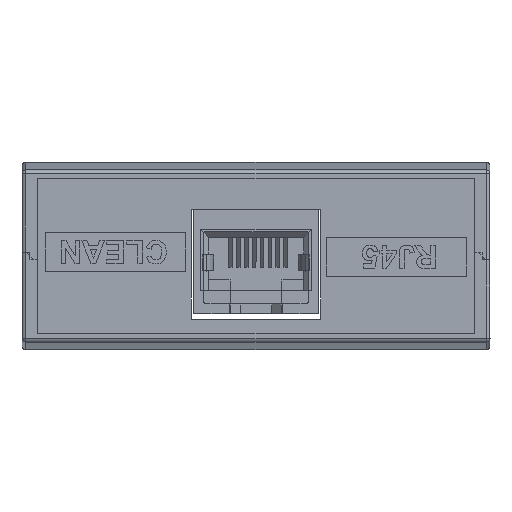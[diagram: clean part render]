
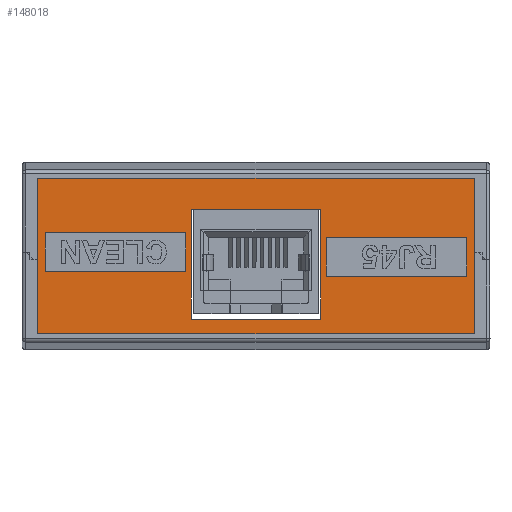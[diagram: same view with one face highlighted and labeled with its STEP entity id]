
A CAD part, left-side view. The second image highlights one B-rep face of the part: STEP entity #148018.
In plain terms, the highlighted planar face has unit normal (-1, 0, 0).
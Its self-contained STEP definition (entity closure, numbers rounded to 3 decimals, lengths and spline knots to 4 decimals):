
#10299=FACE_BOUND($,#19368,.T.);
#10300=FACE_BOUND($,#19369,.T.);
#10301=FACE_BOUND($,#19370,.T.);
#11486=FACE_OUTER_BOUND($,#19367,.T.);
#19367=EDGE_LOOP($,(#96297,#96298,#96299,#96300,#96301,#96302));
#19368=EDGE_LOOP($,(#96303,#96304,#96305,#96306));
#19369=EDGE_LOOP($,(#96307,#96308,#96309,#96310));
#19370=EDGE_LOOP($,(#96311,#96312,#96313,#96314));
#29088=LINE($,#194573,#43110);
#29092=LINE($,#194580,#43114);
#29094=LINE($,#194584,#43116);
#29096=LINE($,#194587,#43118);
#29644=LINE($,#197307,#43666);
#29647=LINE($,#197313,#43669);
#29650=LINE($,#197319,#43672);
#29653=LINE($,#197323,#43675);
#29656=LINE($,#197332,#43678);
#29659=LINE($,#197338,#43681);
#29662=LINE($,#197344,#43684);
#29665=LINE($,#197348,#43687);
#29687=LINE($,#197394,#43709);
#29688=LINE($,#197396,#43710);
#29689=LINE($,#197398,#43711);
#29690=LINE($,#197400,#43712);
#29691=LINE($,#197402,#43713);
#29692=LINE($,#197403,#43714);
#43110=VECTOR($,#162894,1.66);
#43114=VECTOR($,#162900,1.41);
#43116=VECTOR($,#162904,1.66);
#43118=VECTOR($,#162908,1.41);
#43666=VECTOR($,#163812,1.8);
#43669=VECTOR($,#163817,0.5);
#43672=VECTOR($,#163822,1.8);
#43675=VECTOR($,#163827,0.5);
#43678=VECTOR($,#163834,1.8);
#43681=VECTOR($,#163839,0.5);
#43684=VECTOR($,#163844,1.8);
#43687=VECTOR($,#163849,0.5);
#43709=VECTOR($,#163885,5.6);
#43710=VECTOR($,#163886,1.05);
#43711=VECTOR($,#163887,0.95);
#43712=VECTOR($,#163888,5.6);
#43713=VECTOR($,#163889,1.05);
#43714=VECTOR($,#163890,0.95);
#57180=VERTEX_POINT($,#194570);
#57181=VERTEX_POINT($,#194572);
#57183=VERTEX_POINT($,#194579);
#57184=VERTEX_POINT($,#194583);
#57673=VERTEX_POINT($,#197304);
#57674=VERTEX_POINT($,#197306);
#57676=VERTEX_POINT($,#197312);
#57678=VERTEX_POINT($,#197318);
#57681=VERTEX_POINT($,#197329);
#57682=VERTEX_POINT($,#197331);
#57684=VERTEX_POINT($,#197337);
#57686=VERTEX_POINT($,#197343);
#57702=VERTEX_POINT($,#197392);
#57703=VERTEX_POINT($,#197393);
#57704=VERTEX_POINT($,#197395);
#57705=VERTEX_POINT($,#197397);
#57706=VERTEX_POINT($,#197399);
#57707=VERTEX_POINT($,#197401);
#71859=EDGE_CURVE($,#57181,#57180,#29088,.T.);
#71863=EDGE_CURVE($,#57180,#57183,#29092,.T.);
#71865=EDGE_CURVE($,#57183,#57184,#29094,.T.);
#71867=EDGE_CURVE($,#57184,#57181,#29096,.T.);
#72603=EDGE_CURVE($,#57674,#57673,#29644,.T.);
#72606=EDGE_CURVE($,#57676,#57674,#29647,.T.);
#72609=EDGE_CURVE($,#57678,#57676,#29650,.T.);
#72612=EDGE_CURVE($,#57673,#57678,#29653,.T.);
#72615=EDGE_CURVE($,#57682,#57681,#29656,.T.);
#72618=EDGE_CURVE($,#57684,#57682,#29659,.T.);
#72621=EDGE_CURVE($,#57686,#57684,#29662,.T.);
#72624=EDGE_CURVE($,#57681,#57686,#29665,.T.);
#72646=EDGE_CURVE($,#57702,#57703,#29687,.T.);
#72647=EDGE_CURVE($,#57704,#57702,#29688,.T.);
#72648=EDGE_CURVE($,#57705,#57704,#29689,.T.);
#72649=EDGE_CURVE($,#57706,#57705,#29690,.T.);
#72650=EDGE_CURVE($,#57707,#57706,#29691,.T.);
#72651=EDGE_CURVE($,#57703,#57707,#29692,.T.);
#96297=ORIENTED_EDGE($,*,*,#72646,.F.);
#96298=ORIENTED_EDGE($,*,*,#72647,.F.);
#96299=ORIENTED_EDGE($,*,*,#72648,.F.);
#96300=ORIENTED_EDGE($,*,*,#72649,.F.);
#96301=ORIENTED_EDGE($,*,*,#72650,.F.);
#96302=ORIENTED_EDGE($,*,*,#72651,.F.);
#96303=ORIENTED_EDGE($,*,*,#71865,.T.);
#96304=ORIENTED_EDGE($,*,*,#71867,.T.);
#96305=ORIENTED_EDGE($,*,*,#71859,.T.);
#96306=ORIENTED_EDGE($,*,*,#71863,.T.);
#96307=ORIENTED_EDGE($,*,*,#72603,.T.);
#96308=ORIENTED_EDGE($,*,*,#72612,.T.);
#96309=ORIENTED_EDGE($,*,*,#72609,.T.);
#96310=ORIENTED_EDGE($,*,*,#72606,.T.);
#96311=ORIENTED_EDGE($,*,*,#72615,.T.);
#96312=ORIENTED_EDGE($,*,*,#72624,.T.);
#96313=ORIENTED_EDGE($,*,*,#72621,.T.);
#96314=ORIENTED_EDGE($,*,*,#72618,.T.);
#136108=PLANE($,#155643);
#148018=ADVANCED_FACE($,(#11486,#10299,#10300,#10301),#136108,.T.);
#155643=AXIS2_PLACEMENT_3D($,#197391,#163883,#163884);
#162894=DIRECTION($,(0.,-1.,0.));
#162900=DIRECTION($,(0.,0.,-1.));
#162904=DIRECTION($,(0.,1.,0.));
#162908=DIRECTION($,(0.,0.,1.));
#163812=DIRECTION($,(0.,-1.,0.));
#163817=DIRECTION($,(0.,0.,1.));
#163822=DIRECTION($,(0.,1.,0.));
#163827=DIRECTION($,(0.,0.,-1.));
#163834=DIRECTION($,(0.,-1.,0.));
#163839=DIRECTION($,(0.,0.,1.));
#163844=DIRECTION($,(0.,1.,0.));
#163849=DIRECTION($,(0.,0.,-1.));
#163883=DIRECTION('center_axis',(-1.,0.,0.));
#163884=DIRECTION('ref_axis',(0.,0.,1.));
#163885=DIRECTION($,(0.,1.,0.));
#163886=DIRECTION($,(0.,0.,-1.));
#163887=DIRECTION($,(0.,0.,-1.));
#163888=DIRECTION($,(0.,-1.,0.));
#163889=DIRECTION($,(0.,0.,1.));
#163890=DIRECTION($,(0.,0.,1.));
#194570=CARTESIAN_POINT('',(-4.1784,27.4226,-9.1501));
#194572=CARTESIAN_POINT('',(-4.1784,29.0826,-9.1501));
#194573=CARTESIAN_POINT($,(-4.1784,29.0826,-9.1501));
#194579=CARTESIAN_POINT('',(-4.1784,27.4226,-10.5601));
#194580=CARTESIAN_POINT($,(-4.1784,27.4226,-9.1501));
#194583=CARTESIAN_POINT('',(-4.1784,29.0826,-10.5601));
#194584=CARTESIAN_POINT($,(-4.1784,27.4226,-10.5601));
#194587=CARTESIAN_POINT($,(-4.1784,29.0826,-10.5601));
#197304=CARTESIAN_POINT('',(-4.1784,29.1526,-9.4501));
#197306=CARTESIAN_POINT('',(-4.1784,30.9526,-9.4501));
#197307=CARTESIAN_POINT($,(-4.1784,30.9526,-9.4501));
#197312=CARTESIAN_POINT('',(-4.1784,30.9526,-9.9501));
#197313=CARTESIAN_POINT($,(-4.1784,30.9526,-9.9501));
#197318=CARTESIAN_POINT('',(-4.1784,29.1526,-9.9501));
#197319=CARTESIAN_POINT($,(-4.1784,29.1526,-9.9501));
#197323=CARTESIAN_POINT($,(-4.1784,29.1526,-9.4501));
#197329=CARTESIAN_POINT('',(-4.1784,25.5526,-9.5101));
#197331=CARTESIAN_POINT('',(-4.1784,27.3526,-9.5101));
#197332=CARTESIAN_POINT($,(-4.1784,27.3526,-9.5101));
#197337=CARTESIAN_POINT('',(-4.1784,27.3526,-10.0101));
#197338=CARTESIAN_POINT($,(-4.1784,27.3526,-10.0101));
#197343=CARTESIAN_POINT('',(-4.1784,25.5526,-10.0101));
#197344=CARTESIAN_POINT($,(-4.1784,25.5526,-10.0101));
#197348=CARTESIAN_POINT($,(-4.1784,25.5526,-9.5101));
#197391=CARTESIAN_POINT('Origin',(-4.1784,31.0526,-8.7501));
#197392=CARTESIAN_POINT('',(-4.1784,25.4526,-10.7501));
#197393=CARTESIAN_POINT('',(-4.1784,31.0526,-10.7501));
#197394=CARTESIAN_POINT($,(-4.1784,25.4526,-10.7501));
#197395=CARTESIAN_POINT('',(-4.1784,25.4526,-9.7001));
#197396=CARTESIAN_POINT($,(-4.1784,25.4526,-9.7001));
#197397=CARTESIAN_POINT('',(-4.1784,25.4526,-8.7501));
#197398=CARTESIAN_POINT($,(-4.1784,25.4526,-8.7501));
#197399=CARTESIAN_POINT('',(-4.1784,31.0526,-8.7501));
#197400=CARTESIAN_POINT($,(-4.1784,31.0526,-8.7501));
#197401=CARTESIAN_POINT('',(-4.1784,31.0526,-9.8001));
#197402=CARTESIAN_POINT($,(-4.1784,31.0526,-9.8001));
#197403=CARTESIAN_POINT($,(-4.1784,31.0526,-10.7501));
